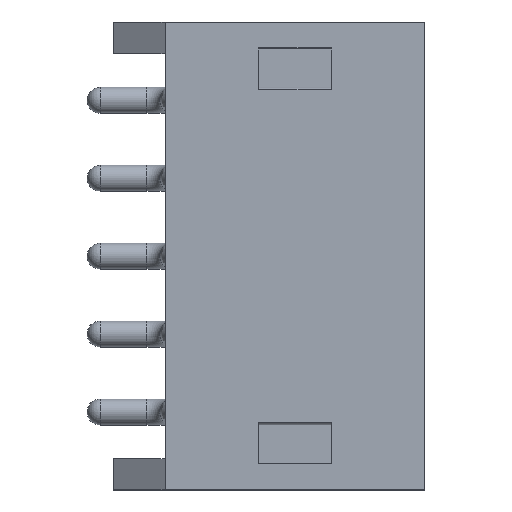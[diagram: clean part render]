
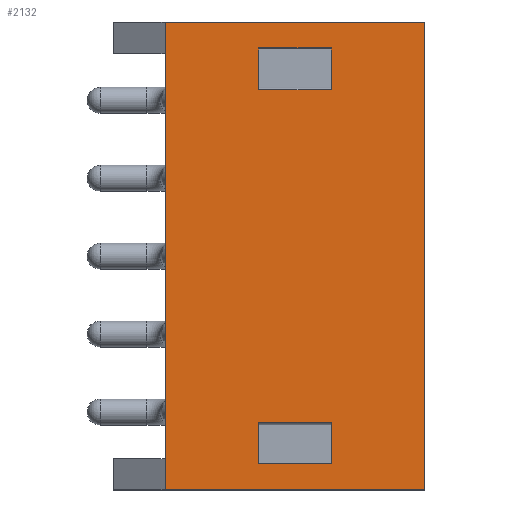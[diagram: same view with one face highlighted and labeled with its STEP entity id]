
A CAD part, top view. The second image highlights one B-rep face of the part: STEP entity #2132.
In plain terms, the highlighted planar face has unit normal (0, 0, 1).
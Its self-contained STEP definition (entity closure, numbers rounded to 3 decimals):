
#25=FACE_BOUND('',#353,.T.);
#26=FACE_BOUND('',#354,.T.);
#93=PLANE('',#2338);
#228=FACE_OUTER_BOUND('',#352,.T.);
#352=EDGE_LOOP('',(#1939,#1940,#1941,#1942));
#353=EDGE_LOOP('',(#1943,#1944,#1945,#1946));
#354=EDGE_LOOP('',(#1947,#1948,#1949,#1950));
#379=LINE('',#3264,#597);
#383=LINE('',#3271,#601);
#410=LINE('',#3327,#628);
#452=LINE('',#3428,#670);
#465=LINE('',#3451,#683);
#474=LINE('',#3467,#692);
#476=LINE('',#3472,#694);
#478=LINE('',#3476,#696);
#557=LINE('',#3634,#775);
#566=LINE('',#3651,#784);
#571=LINE('',#3662,#789);
#572=LINE('',#3663,#790);
#597=VECTOR('',#2583,10.);
#601=VECTOR('',#2589,10.);
#628=VECTOR('',#2628,10.);
#670=VECTOR('',#2716,10.);
#683=VECTOR('',#2735,10.);
#692=VECTOR('',#2748,10.);
#694=VECTOR('',#2752,10.);
#696=VECTOR('',#2756,10.);
#775=VECTOR('',#2899,10.);
#784=VECTOR('',#2910,10.);
#789=VECTOR('',#2927,10.);
#790=VECTOR('',#2928,10.);
#931=VERTEX_POINT('',#3261);
#932=VERTEX_POINT('',#3263);
#934=VERTEX_POINT('',#3269);
#956=VERTEX_POINT('',#3324);
#957=VERTEX_POINT('',#3326);
#993=VERTEX_POINT('',#3426);
#1000=VERTEX_POINT('',#3449);
#1006=VERTEX_POINT('',#3469);
#1007=VERTEX_POINT('',#3471);
#1008=VERTEX_POINT('',#3475);
#1055=VERTEX_POINT('',#3633);
#1062=VERTEX_POINT('',#3649);
#1157=EDGE_CURVE('',#932,#931,#379,.T.);
#1161=EDGE_CURVE('',#931,#934,#383,.T.);
#1188=EDGE_CURVE('',#957,#956,#410,.T.);
#1238=EDGE_CURVE('',#956,#993,#452,.T.);
#1251=EDGE_CURVE('',#1000,#993,#465,.T.);
#1260=EDGE_CURVE('',#957,#1000,#474,.T.);
#1262=EDGE_CURVE('',#1007,#1006,#476,.T.);
#1264=EDGE_CURVE('',#1008,#1007,#478,.T.);
#1343=EDGE_CURVE('',#1055,#932,#557,.T.);
#1352=EDGE_CURVE('',#1006,#1062,#566,.T.);
#1357=EDGE_CURVE('',#934,#1055,#571,.T.);
#1358=EDGE_CURVE('',#1062,#1008,#572,.T.);
#1939=ORIENTED_EDGE('',*,*,#1188,.T.);
#1940=ORIENTED_EDGE('',*,*,#1238,.T.);
#1941=ORIENTED_EDGE('',*,*,#1251,.F.);
#1942=ORIENTED_EDGE('',*,*,#1260,.F.);
#1943=ORIENTED_EDGE('',*,*,#1343,.T.);
#1944=ORIENTED_EDGE('',*,*,#1157,.T.);
#1945=ORIENTED_EDGE('',*,*,#1161,.T.);
#1946=ORIENTED_EDGE('',*,*,#1357,.T.);
#1947=ORIENTED_EDGE('',*,*,#1352,.T.);
#1948=ORIENTED_EDGE('',*,*,#1358,.T.);
#1949=ORIENTED_EDGE('',*,*,#1264,.T.);
#1950=ORIENTED_EDGE('',*,*,#1262,.T.);
#2132=ADVANCED_FACE('',(#228,#25,#26),#93,.T.);
#2338=AXIS2_PLACEMENT_3D('',#3664,#2929,#2930);
#2583=DIRECTION('',(0.,-1.,0.));
#2589=DIRECTION('',(-1.,0.,0.));
#2628=DIRECTION('',(0.,-1.,0.));
#2716=DIRECTION('',(1.,0.,0.));
#2735=DIRECTION('',(0.,-1.,0.));
#2748=DIRECTION('',(1.,0.,0.));
#2752=DIRECTION('',(0.,-1.,0.));
#2756=DIRECTION('',(1.,0.,0.));
#2899=DIRECTION('',(1.,0.,0.));
#2910=DIRECTION('',(-1.,0.,0.));
#2927=DIRECTION('',(0.,1.,0.));
#2928=DIRECTION('',(0.,1.,0.));
#2929=DIRECTION('center_axis',(0.,0.,
1.));
#2930=DIRECTION('ref_axis',(0.,-1.,0.));
#3261=CARTESIAN_POINT('',(0.2,7.1,3.7));
#3263=CARTESIAN_POINT('',(0.2,7.9,3.7));
#3264=CARTESIAN_POINT('',(0.2,7.75,3.7));
#3269=CARTESIAN_POINT('',(-1.2,7.1,3.7));
#3271=CARTESIAN_POINT('',(-2.1,7.1,3.7));
#3324=CARTESIAN_POINT('',(-3.,-0.6,3.7));
#3326=CARTESIAN_POINT('',(-3.,8.4,3.7));
#3327=CARTESIAN_POINT('',(-3.,8.4,3.7));
#3426=CARTESIAN_POINT('',(2.,-0.6,3.7));
#3428=CARTESIAN_POINT('',(-3.,-0.6,3.7));
#3449=CARTESIAN_POINT('',(2.,8.4,3.7));
#3451=CARTESIAN_POINT('',(2.,8.4,3.7));
#3467=CARTESIAN_POINT('',(-3.,8.4,3.7));
#3469=CARTESIAN_POINT('',(0.2,-0.1,3.7));
#3471=CARTESIAN_POINT('',(0.2,0.7,3.7));
#3472=CARTESIAN_POINT('',(0.2,4.55,3.7));
#3475=CARTESIAN_POINT('',(-1.2,0.7,3.7));
#3476=CARTESIAN_POINT('',(-2.1,0.7,3.7));
#3633=CARTESIAN_POINT('',(-1.2,7.9,3.7));
#3634=CARTESIAN_POINT('',(-1.4,7.9,3.7));
#3649=CARTESIAN_POINT('',(-1.2,-0.1,3.7));
#3651=CARTESIAN_POINT('',(-1.4,-0.1,3.7));
#3662=CARTESIAN_POINT('',(-1.2,8.15,3.7));
#3663=CARTESIAN_POINT('',(-1.2,4.15,3.7));
#3664=CARTESIAN_POINT('Origin',(-3.,8.4,3.7));
